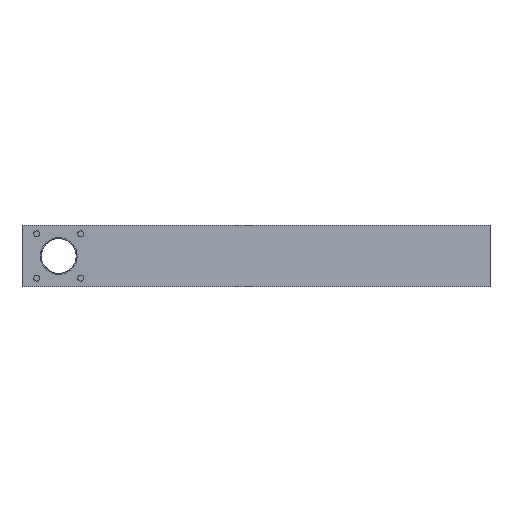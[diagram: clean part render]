
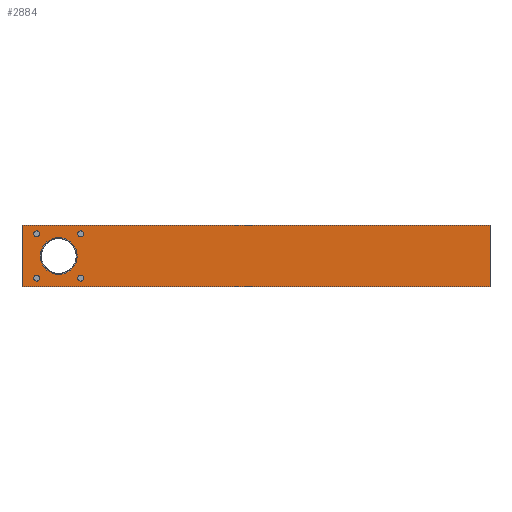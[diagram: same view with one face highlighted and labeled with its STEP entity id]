
A CAD part, left-side view. The second image highlights one B-rep face of the part: STEP entity #2884.
In plain terms, the highlighted planar face has unit normal (-1, 0, 0).
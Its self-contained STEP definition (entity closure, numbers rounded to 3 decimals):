
#161=LINE('',#4177,#309);
#163=LINE('',#4181,#311);
#165=LINE('',#4185,#313);
#167=LINE('',#4189,#315);
#309=VECTOR('',#3633,1000.);
#311=VECTOR('',#3637,1000.);
#313=VECTOR('',#3641,1000.);
#315=VECTOR('',#3645,1000.);
#885=ORIENTED_EDGE('',*,*,#896,.T.);
#886=ORIENTED_EDGE('',*,*,#1135,.T.);
#887=ORIENTED_EDGE('',*,*,#1134,.T.);
#888=ORIENTED_EDGE('',*,*,#1133,.T.);
#889=ORIENTED_EDGE('',*,*,#1132,.T.);
#890=ORIENTED_EDGE('',*,*,#1131,.F.);
#891=ORIENTED_EDGE('',*,*,#1129,.F.);
#892=ORIENTED_EDGE('',*,*,#1127,.T.);
#893=ORIENTED_EDGE('',*,*,#1125,.T.);
#896=EDGE_CURVE('',#1138,#1138,#1320,.T.);
#1125=EDGE_CURVE('',#1311,#1310,#161,.T.);
#1127=EDGE_CURVE('',#1312,#1311,#163,.T.);
#1129=EDGE_CURVE('',#1312,#1313,#165,.T.);
#1131=EDGE_CURVE('',#1313,#1310,#167,.T.);
#1132=EDGE_CURVE('',#1314,#1314,#1376,.T.);
#1133=EDGE_CURVE('',#1315,#1315,#1377,.T.);
#1134=EDGE_CURVE('',#1316,#1316,#1378,.T.);
#1135=EDGE_CURVE('',#1317,#1317,#1379,.T.);
#1138=VERTEX_POINT('',#3673);
#1310=VERTEX_POINT('',#4176);
#1311=VERTEX_POINT('',#4178);
#1312=VERTEX_POINT('',#4182);
#1313=VERTEX_POINT('',#4186);
#1314=VERTEX_POINT('',#4192);
#1315=VERTEX_POINT('',#4195);
#1316=VERTEX_POINT('',#4198);
#1317=VERTEX_POINT('',#4201);
#1320=CIRCLE('',#2895,2.459);
#1376=CIRCLE('',#3090,15.);
#1377=CIRCLE('',#3092,2.459);
#1378=CIRCLE('',#3094,2.459);
#1379=CIRCLE('',#3096,2.459);
#1546=EDGE_LOOP('',(#885));
#1547=EDGE_LOOP('',(#886));
#1548=EDGE_LOOP('',(#887));
#1549=EDGE_LOOP('',(#888));
#1550=EDGE_LOOP('',(#889));
#1551=EDGE_LOOP('',(#890,#891,#892,#893));
#1726=FACE_BOUND('',#1546,.T.);
#1727=FACE_BOUND('',#1547,.T.);
#1728=FACE_BOUND('',#1548,.T.);
#1729=FACE_BOUND('',#1549,.T.);
#1730=FACE_BOUND('',#1550,.T.);
#1731=FACE_BOUND('',#1551,.T.);
#1793=PLANE('',#3097);
#2884=ADVANCED_FACE('',(#1726,#1727,#1728,#1729,#1730,#1731),#1793,.F.);
#2895=AXIS2_PLACEMENT_3D('',#3672,#3110,#3111);
#3090=AXIS2_PLACEMENT_3D('',#4191,#3648,#3649);
#3092=AXIS2_PLACEMENT_3D('',#4194,#3652,#3653);
#3094=AXIS2_PLACEMENT_3D('',#4197,#3656,#3657);
#3096=AXIS2_PLACEMENT_3D('',#4200,#3660,#3661);
#3097=AXIS2_PLACEMENT_3D('',#4202,#3662,#3663);
#3110=DIRECTION('',(1.,0.,0.));
#3111=DIRECTION('',(0.,0.,-1.));
#3633=DIRECTION('',(0.,0.,1.));
#3637=DIRECTION('',(0.,-1.,0.));
#3641=DIRECTION('',(0.,0.,1.));
#3645=DIRECTION('',(0.,-1.,0.));
#3648=DIRECTION('',(1.,0.,0.));
#3649=DIRECTION('',(0.,-1.,0.));
#3652=DIRECTION('',(1.,0.,0.));
#3653=DIRECTION('',(0.,0.,1.));
#3656=DIRECTION('',(1.,0.,0.));
#3657=DIRECTION('',(0.,0.,1.));
#3660=DIRECTION('',(1.,0.,0.));
#3661=DIRECTION('',(0.,0.,-1.));
#3662=DIRECTION('',(1.,0.,0.));
#3663=DIRECTION('',(0.,0.,-1.));
#3672=CARTESIAN_POINT('',(-25.,134.,18.));
#3673=CARTESIAN_POINT('',(-25.,134.,15.542));
#4176=CARTESIAN_POINT('',(-25.,-200.,25.));
#4177=CARTESIAN_POINT('',(-25.,-200.,-25.));
#4178=CARTESIAN_POINT('',(-25.,-200.,-25.));
#4181=CARTESIAN_POINT('',(-25.,102.,-25.));
#4182=CARTESIAN_POINT('',(-25.,182.,-25.));
#4185=CARTESIAN_POINT('',(-25.,182.,-25.));
#4186=CARTESIAN_POINT('',(-25.,182.,25.));
#4189=CARTESIAN_POINT('',(-25.,101.937,25.));
#4191=CARTESIAN_POINT('',(-25.,152.,0.));
#4192=CARTESIAN_POINT('',(-25.,137.,0.));
#4194=CARTESIAN_POINT('',(-25.,170.,-18.));
#4195=CARTESIAN_POINT('',(-25.,170.,-15.542));
#4197=CARTESIAN_POINT('',(-25.,170.,18.));
#4198=CARTESIAN_POINT('',(-25.,170.,20.459));
#4200=CARTESIAN_POINT('',(-25.,134.,-18.));
#4201=CARTESIAN_POINT('',(-25.,134.,-20.459));
#4202=CARTESIAN_POINT('',(-25.,102.,-25.));
